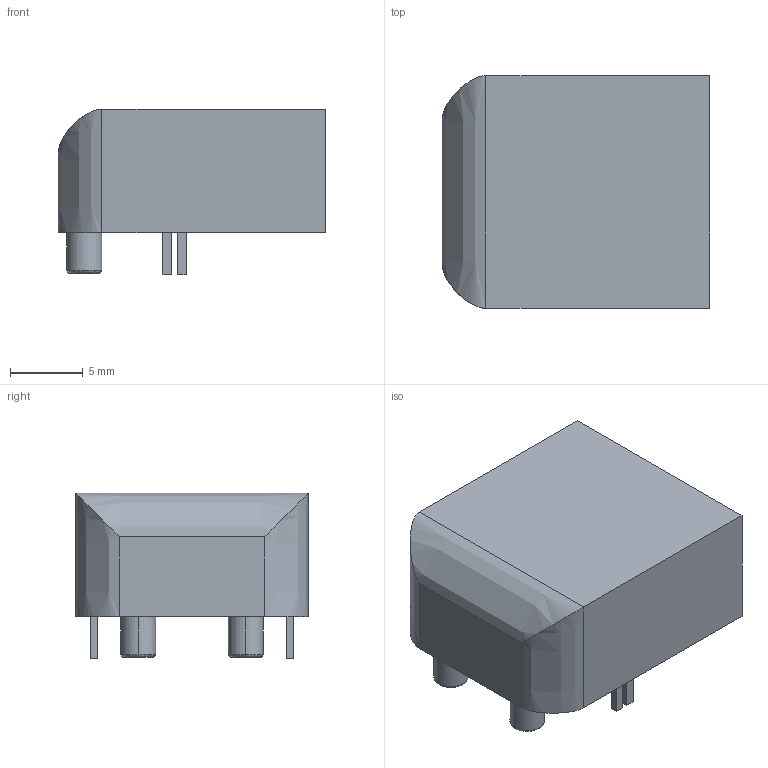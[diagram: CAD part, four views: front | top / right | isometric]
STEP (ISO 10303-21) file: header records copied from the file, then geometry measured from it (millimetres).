
FILE_DESCRIPTION (( 'STEP AP214' ), '1' );
FILE_NAME ('User Library-XT60PW-M20_Connector.STEP', '2021-10-21T06:48:02', ( '' ), ( '' ), 'SwSTEP 2.0', 'SolidWorks 2021', '' );
FILE_SCHEMA (( 'AUTOMOTIVE_DESIGN' ));
Length unit declared in the file: millimetre
Products named in the file (1): User Library-XT60PW-M20_Connector
Bounding box: 18.4 x 16 x 11.4 mm (x, y, z)
Volume: 1795.9 mm3; surface area: 1879.4 mm2
Topology: 9 solids, 9 shells, 80 faces, 167 edges, 110 vertices
Faces by surface type: plane 53, cylinder 16, bspline 11
Entity records: 3794 total; most frequent: CARTESIAN_POINT 1539, ORIENTED_EDGE 334, DIRECTION 325, EDGE_CURVE 167, VERTEX_POINT 110, VECTOR 109, LINE 109, AXIS2_PLACEMENT_3D 108
